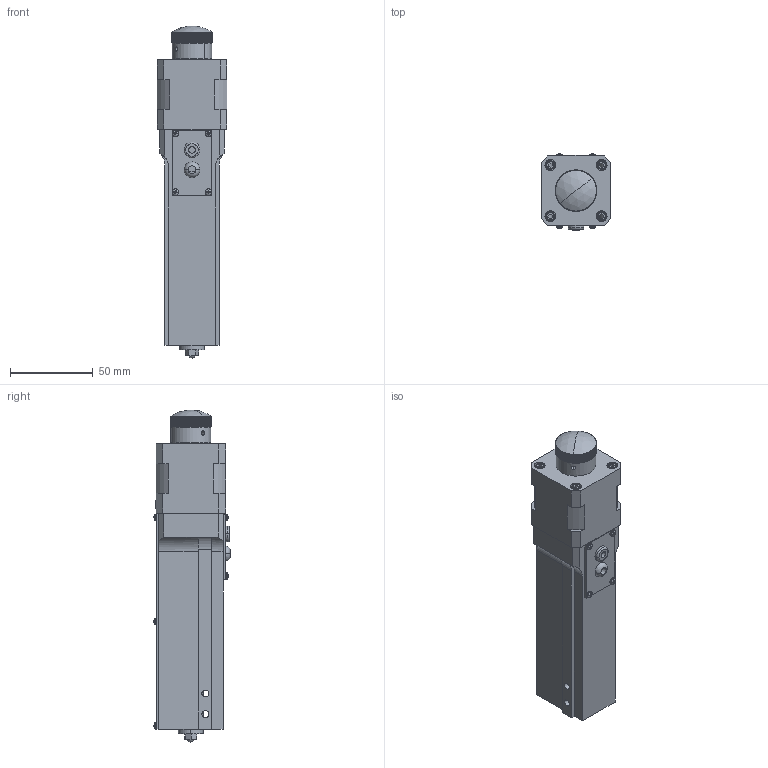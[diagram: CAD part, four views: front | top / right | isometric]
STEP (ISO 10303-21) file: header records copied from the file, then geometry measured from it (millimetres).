
FILE_DESCRIPTION (( 'STEP AP214' ), '1' );
FILE_NAME ('10876-E0W.step', '2007-10-25T00:19:23', ( ' ' ), ( ' ' ), 'SwSTEP 2.0', 'SolidWorks 2007', '' );
FILE_SCHEMA (( 'AUTOMOTIVE_DESIGN' ));
Length unit declared in the file: inch
Products named in the file (1): 10876-E0W
Bounding box: 42 x 45.97 x 200.7 mm (x, y, z)
Surface area: 45272.9 mm2 (no closed solid volume)
Topology: 0 solids, 38 shells, 1009 faces, 3720 edges, 2625 vertices
Faces by surface type: plane 734, cylinder 209, sphere 24, torus 24, cone 18
Entity records: 55299 total; most frequent: CARTESIAN_POINT 11188, DIRECTION 6513, ORIENTED_EDGE 6256, EDGE_CURVE 3715, VERTEX_POINT 2622, AXIS2_PLACEMENT_3D 2537, CIRCLE 1527, VECTOR 1439
